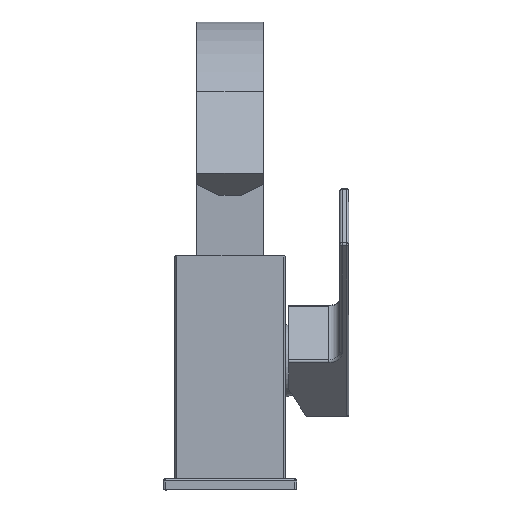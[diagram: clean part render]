
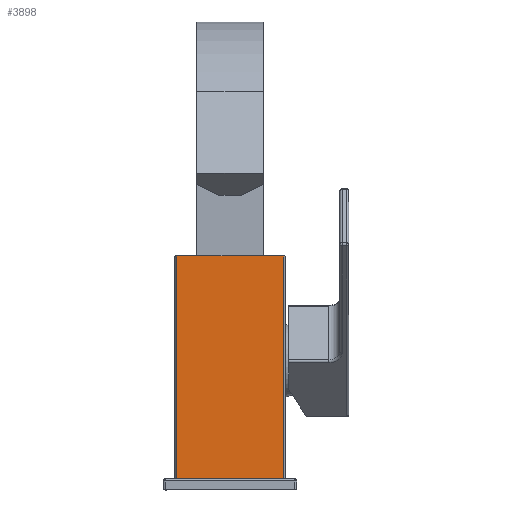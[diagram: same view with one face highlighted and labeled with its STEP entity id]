
A CAD part, top view. The second image highlights one B-rep face of the part: STEP entity #3898.
In plain terms, the highlighted planar face has unit normal (0, 0, 1).
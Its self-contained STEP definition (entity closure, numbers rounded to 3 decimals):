
#269=DIRECTION('',(1.,0.,0.));
#270=VECTOR('',#269,48.);
#271=CARTESIAN_POINT('',(-24.,0.,18.));
#272=LINE('',#271,#270);
#273=DIRECTION('',(0.,1.,0.));
#274=VECTOR('',#273,100.);
#275=CARTESIAN_POINT('',(-24.,0.,18.));
#276=LINE('',#275,#274);
#277=DIRECTION('',(0.,1.,0.));
#278=VECTOR('',#277,100.);
#279=CARTESIAN_POINT('',(24.,0.,18.));
#280=LINE('',#279,#278);
#318=DIRECTION('',(1.,0.,0.));
#319=VECTOR('',#318,48.);
#320=CARTESIAN_POINT('',(-24.,100.,18.));
#321=LINE('',#320,#319);
#2764=CARTESIAN_POINT('',(-24.,100.,18.));
#2766=VERTEX_POINT('',#2764);
#2767=CARTESIAN_POINT('',(24.,100.,18.));
#2769=VERTEX_POINT('',#2767);
#3148=CARTESIAN_POINT('',(-24.,0.,18.));
#3149=CARTESIAN_POINT('',(24.,0.,18.));
#3150=VERTEX_POINT('',#3148);
#3151=VERTEX_POINT('',#3149);
#3885=CARTESIAN_POINT('',(-25.,0.,18.));
#3886=DIRECTION('',(0.,0.,1.));
#3887=DIRECTION('',(1.,0.,0.));
#3888=AXIS2_PLACEMENT_3D('',#3885,#3886,#3887);
#3889=PLANE('',#3888);
#3890=ORIENTED_EDGE('',*,*,#3463,.F.);
#3892=ORIENTED_EDGE('',*,*,#3891,.T.);
#3894=ORIENTED_EDGE('',*,*,#3893,.T.);
#3895=ORIENTED_EDGE('',*,*,#3870,.F.);
#3896=EDGE_LOOP('',(#3890,#3892,#3894,#3895));
#3897=FACE_OUTER_BOUND('',#3896,.F.);
#3898=ADVANCED_FACE('',(#3897),#3889,.T.);
#3463=EDGE_CURVE('',#3150,#3151,#272,.T.);
#3870=EDGE_CURVE('',#3151,#2769,#280,.T.);
#3891=EDGE_CURVE('',#3150,#2766,#276,.T.);
#3893=EDGE_CURVE('',#2766,#2769,#321,.T.);
